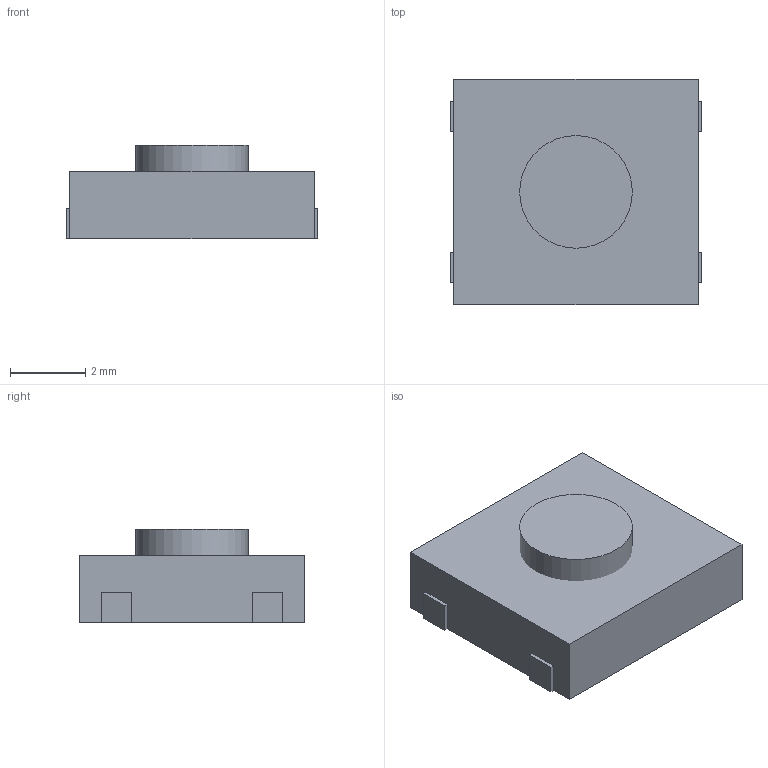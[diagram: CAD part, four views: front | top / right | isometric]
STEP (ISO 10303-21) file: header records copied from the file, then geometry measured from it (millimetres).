
FILE_DESCRIPTION(('FreeCAD Model'),'2;1');
FILE_NAME('Open CASCADE Shape Model','2021-10-14T10:45:30',('Author'),( ''),'Open CASCADE STEP processor 7.5','FreeCAD','Unknown');
FILE_SCHEMA(('AUTOMOTIVE_DESIGN { 1 0 10303 214 1 1 1 1 }'));
Length unit declared in the file: millimetre
Products named in the file (11): EVQQ2_Switch; Body; Sketch; Pad; Plunger; Sketch002; SolderPad1; SolderPad2; SolderPad3; SolderPad4; Pad001
Assembly tree (10 placements, depth 2):
  EVQQ2_Switch
    Body
    Sketch
    Pad
    Plunger
    Sketch002
    SolderPad1
    SolderPad2
    SolderPad3
    SolderPad4
    Pad001
Bounding box: 6.7 x 6 x 2.5 mm (x, y, z)
Surface area: 308.9 mm2
Topology: 8 solids, 8 shells, 42 faces, 83 edges, 61 vertices
Faces by surface type: plane 40, cylinder 2
Full cylindrical faces by diameter (mm): 3 x2
Entity records: 2361 total; most frequent: CARTESIAN_POINT 354, DIRECTION 350, LINE 230, VECTOR 230, ORIENTED_EDGE 156, PCURVE 156, DEFINITIONAL_REPRESENTATION 156, EDGE_CURVE 78
